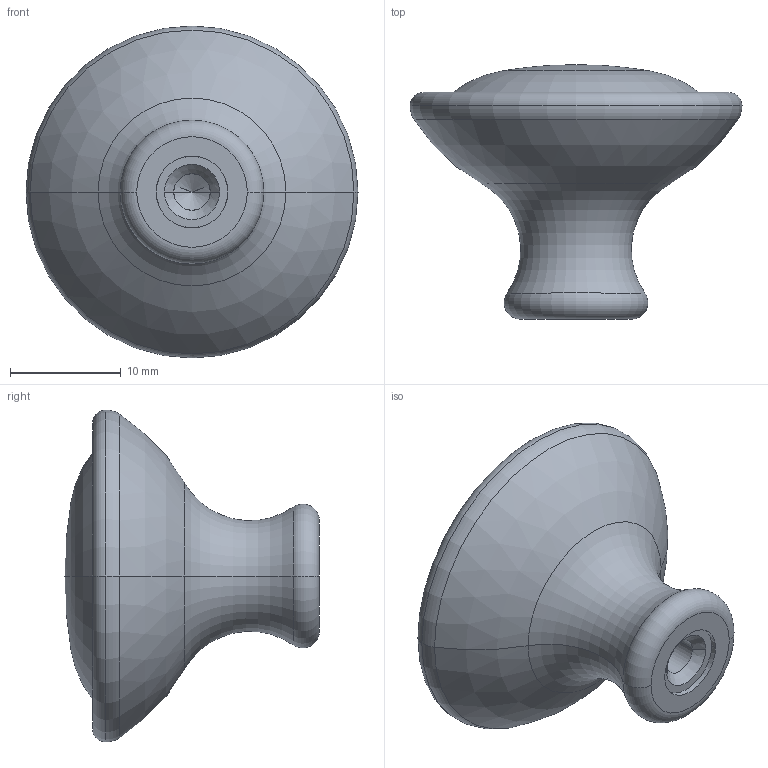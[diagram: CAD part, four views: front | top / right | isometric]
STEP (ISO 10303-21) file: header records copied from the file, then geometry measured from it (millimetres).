
FILE_DESCRIPTION(('Creo Elements/Direct Modeling STEP Export'),'2;1');
FILE_NAME('1546-30.stp','2019-10-30T 8:55:35',(''),(''),'Creo Elements/Direct Modeling STEP processor for AP214 (Solid Model)','Creo Elements/Direct Modeling 20.0 12-Nov-2016 (C) Parametric Technology GmbH','');
FILE_SCHEMA(('AUTOMOTIVE_DESIGN { 1 0 10303 214 1 1 1 1 }'));
Length unit declared in the file: millimetre
Products named in the file (3): Knopf OT; Knopf UT; 1546-30
Assembly tree (2 placements, depth 2):
  1546-30
    Knopf UT
    Knopf OT
Bounding box: 30 x 23 x 30 mm (x, y, z)
Volume: 3549.1 mm3; surface area: 4426.8 mm2
Topology: 2 solids, 2 shells, 49 faces, 100 edges, 54 vertices
Faces by surface type: torus 16, cone 12, sphere 8, cylinder 6, plane 5, revolution 2
Entity records: 1229 total; most frequent: DIRECTION 212, CARTESIAN_POINT 194, ORIENTED_EDGE 192, AXIS2_PLACEMENT_3D 96, EDGE_CURVE 96, VERTEX_POINT 54, EDGE_LOOP 54, FACE_OUTER_BOUND 49
